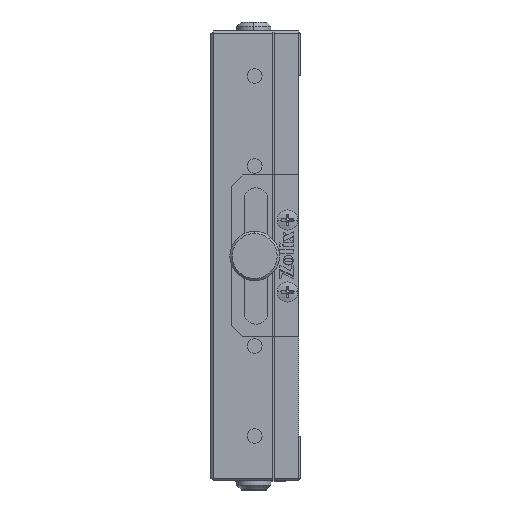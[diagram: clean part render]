
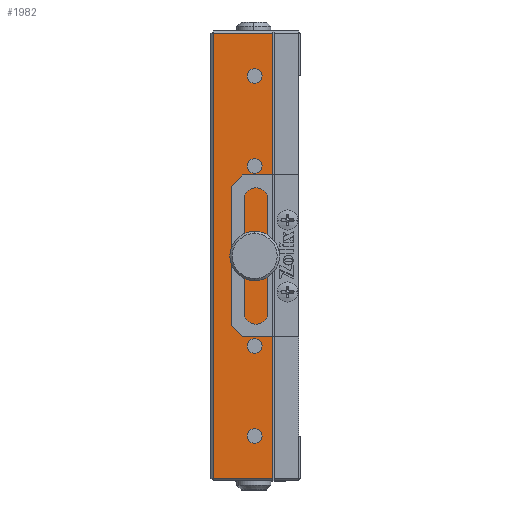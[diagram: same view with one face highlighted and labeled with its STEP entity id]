
A CAD part, left-side view. The second image highlights one B-rep face of the part: STEP entity #1982.
In plain terms, the highlighted planar face has unit normal (-1, 0, 0).
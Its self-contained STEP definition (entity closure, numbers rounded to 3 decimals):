
#235 = DIRECTION ( 'NONE',  ( 0., 1., 0. ) ) ;
#937 = ORIENTED_EDGE ( 'NONE', *, *, #7834, .F. ) ;
#1067 = CIRCLE ( 'NONE', #35772, 1.65 ) ;
#1332 = LINE ( 'NONE', #12305, #23637 ) ;
#1399 = CARTESIAN_POINT ( 'NONE',  ( -42.462, 3.489, 70.85 ) ) ;
#1784 = DIRECTION ( 'NONE',  ( 0., 0., 1. ) ) ;
#1965 = DIRECTION ( 'NONE',  ( 0., 0., 1. ) ) ;
#1982 = ADVANCED_FACE ( 'NONE', ( #36693, #36136, #13403, #21341, #14451, #20286 ), #43377, .T. ) ;
#2499 = CARTESIAN_POINT ( 'NONE',  ( -42.462, 3.489, 150.85 ) ) ;
#2651 = ORIENTED_EDGE ( 'NONE', *, *, #38093, .T. ) ;
#3158 = VERTEX_POINT ( 'NONE', #12386 ) ;
#3287 = DIRECTION ( 'NONE',  ( -1., 0., 0. ) ) ;
#3645 = LINE ( 'NONE', #6575, #26949 ) ;
#3750 = LINE ( 'NONE', #25513, #31224 ) ;
#3814 = ORIENTED_EDGE ( 'NONE', *, *, #14388, .F. ) ;
#3966 = VERTEX_POINT ( 'NONE', #36234 ) ;
#4443 = CARTESIAN_POINT ( 'NONE',  ( -42.462, 12.689, 162. ) ) ;
#5200 = CARTESIAN_POINT ( 'NONE',  ( -42.462, 3.489, 134.15 ) ) ;
#6146 = DIRECTION ( 'NONE',  ( 0., 0., 1. ) ) ;
#6575 = CARTESIAN_POINT ( 'NONE',  ( -42.462, -0.511, 63. ) ) ;
#7282 = AXIS2_PLACEMENT_3D ( 'NONE', #29604, #33004, #39686 ) ;
#7313 = VERTEX_POINT ( 'NONE', #2499 ) ;
#7834 = EDGE_CURVE ( 'NONE', #28199, #3966, #13146, .T. ) ;
#8032 = DIRECTION ( 'NONE',  ( 0., 0., 1. ) ) ;
#8765 = CARTESIAN_POINT ( 'NONE',  ( -42.462, 3.489, 114.6 ) ) ;
#8890 = CARTESIAN_POINT ( 'NONE',  ( -42.462, 3.489, 72.5 ) ) ;
#9564 = CARTESIAN_POINT ( 'NONE',  ( -42.462, 3.489, 92.5 ) ) ;
#9952 = AXIS2_PLACEMENT_3D ( 'NONE', #19687, #39498, #19544 ) ;
#10210 = ORIENTED_EDGE ( 'NONE', *, *, #10367, .F. ) ;
#10367 = EDGE_CURVE ( 'NONE', #20430, #28754, #33606, .T. ) ;
#10936 = ORIENTED_EDGE ( 'NONE', *, *, #17811, .F. ) ;
#11591 = DIRECTION ( 'NONE',  ( -1., 0., 0. ) ) ;
#12075 = CIRCLE ( 'NONE', #32141, 1.65 ) ;
#12305 = CARTESIAN_POINT ( 'NONE',  ( -42.462, 12.689, 62.5 ) ) ;
#12386 = CARTESIAN_POINT ( 'NONE',  ( -42.462, -0.511, 162. ) ) ;
#13071 = DIRECTION ( 'NONE',  ( 0., 0., 1. ) ) ;
#13093 = EDGE_CURVE ( 'NONE', #7313, #41600, #13244, .T. ) ;
#13146 = CIRCLE ( 'NONE', #33517, 1.65 ) ;
#13229 = EDGE_CURVE ( 'NONE', #18081, #3158, #3750, .T. ) ;
#13244 = CIRCLE ( 'NONE', #20970, 1.65 ) ;
#13403 = FACE_BOUND ( 'NONE', #42112, .T. ) ;
#14021 = CARTESIAN_POINT ( 'NONE',  ( -42.462, -0.511, 162. ) ) ;
#14388 = EDGE_CURVE ( 'NONE', #41600, #7313, #15806, .T. ) ;
#14451 = FACE_BOUND ( 'NONE', #17486, .T. ) ;
#15009 = DIRECTION ( 'NONE',  ( -1., 0., 0. ) ) ;
#15263 = DIRECTION ( 'NONE',  ( -1., 0., 0. ) ) ;
#15806 = CIRCLE ( 'NONE', #40866, 1.65 ) ;
#15976 = DIRECTION ( 'NONE',  ( -1., 0., 0. ) ) ;
#16687 = CIRCLE ( 'NONE', #20524, 1.65 ) ;
#17486 = EDGE_LOOP ( 'NONE', ( #3814, #36625 ) ) ;
#17772 = AXIS2_PLACEMENT_3D ( 'NONE', #43494, #15976, #23105 ) ;
#17811 = EDGE_CURVE ( 'NONE', #30842, #20731, #12075, .T. ) ;
#18081 = VERTEX_POINT ( 'NONE', #27069 ) ;
#18665 = CARTESIAN_POINT ( 'NONE',  ( -42.462, 3.489, 92.5 ) ) ;
#19385 = DIRECTION ( 'NONE',  ( 0., 0., -1. ) ) ;
#19544 = DIRECTION ( 'NONE',  ( 0., 0., 1. ) ) ;
#19687 = CARTESIAN_POINT ( 'NONE',  ( -42.462, 3.489, 72.5 ) ) ;
#20286 = FACE_BOUND ( 'NONE', #36587, .T. ) ;
#20297 = EDGE_CURVE ( 'NONE', #28754, #20430, #35662, .T. ) ;
#20430 = VERTEX_POINT ( 'NONE', #40379 ) ;
#20524 = AXIS2_PLACEMENT_3D ( 'NONE', #30468, #3287, #40549 ) ;
#20731 = VERTEX_POINT ( 'NONE', #28332 ) ;
#20798 = VERTEX_POINT ( 'NONE', #22320 ) ;
#20970 = AXIS2_PLACEMENT_3D ( 'NONE', #38880, #33197, #23182 ) ;
#21341 = FACE_BOUND ( 'NONE', #33181, .T. ) ;
#22320 = CARTESIAN_POINT ( 'NONE',  ( -42.462, 3.489, 130.85 ) ) ;
#22381 = DIRECTION ( 'NONE',  ( -1., 0., 0. ) ) ;
#22492 = ORIENTED_EDGE ( 'NONE', *, *, #33241, .F. ) ;
#22760 = DIRECTION ( 'NONE',  ( -1., 0., 0. ) ) ;
#22830 = EDGE_LOOP ( 'NONE', ( #31588, #2651, #26469, #39909 ) ) ;
#22968 = EDGE_CURVE ( 'NONE', #20731, #30842, #32894, .T. ) ;
#23105 = DIRECTION ( 'NONE',  ( 0., 0., 1. ) ) ;
#23182 = DIRECTION ( 'NONE',  ( 0., 0., 1. ) ) ;
#23380 = ORIENTED_EDGE ( 'NONE', *, *, #30893, .F. ) ;
#23516 = CARTESIAN_POINT ( 'NONE',  ( -42.462, 12.689, 63. ) ) ;
#23637 = VECTOR ( 'NONE', #19385, 1000. ) ;
#25513 = CARTESIAN_POINT ( 'NONE',  ( -42.462, -0.511, 62.5 ) ) ;
#25681 = CARTESIAN_POINT ( 'NONE',  ( -42.462, 3.489, 132.5 ) ) ;
#26469 = ORIENTED_EDGE ( 'NONE', *, *, #26642, .T. ) ;
#26642 = EDGE_CURVE ( 'NONE', #38704, #27201, #1332, .T. ) ;
#26832 = EDGE_CURVE ( 'NONE', #40056, #20798, #16687, .T. ) ;
#26949 = VECTOR ( 'NONE', #33499, 1000. ) ;
#27069 = CARTESIAN_POINT ( 'NONE',  ( -42.462, -0.511, 63. ) ) ;
#27201 = VERTEX_POINT ( 'NONE', #23516 ) ;
#28199 = VERTEX_POINT ( 'NONE', #43744 ) ;
#28332 = CARTESIAN_POINT ( 'NONE',  ( -42.462, 3.489, 74.15 ) ) ;
#28754 = VERTEX_POINT ( 'NONE', #8765 ) ;
#28902 = ORIENTED_EDGE ( 'NONE', *, *, #20297, .F. ) ;
#28987 = DIRECTION ( 'NONE',  ( 0., 0., 1. ) ) ;
#29064 = DIRECTION ( 'NONE',  ( 0., 0., 1. ) ) ;
#29604 = CARTESIAN_POINT ( 'NONE',  ( -42.462, -0.511, 62.5 ) ) ;
#30468 = CARTESIAN_POINT ( 'NONE',  ( -42.462, 3.489, 132.5 ) ) ;
#30842 = VERTEX_POINT ( 'NONE', #1399 ) ;
#30893 = EDGE_CURVE ( 'NONE', #20798, #40056, #1067, .T. ) ;
#31038 = AXIS2_PLACEMENT_3D ( 'NONE', #41625, #11591, #8032 ) ;
#31039 = AXIS2_PLACEMENT_3D ( 'NONE', #18665, #15263, #1784 ) ;
#31224 = VECTOR ( 'NONE', #1965, 1000. ) ;
#31260 = EDGE_LOOP ( 'NONE', ( #28902, #10210 ) ) ;
#31588 = ORIENTED_EDGE ( 'NONE', *, *, #13229, .T. ) ;
#31810 = EDGE_CURVE ( 'NONE', #27201, #18081, #3645, .T. ) ;
#32047 = CARTESIAN_POINT ( 'NONE',  ( -42.462, 3.489, 154.15 ) ) ;
#32141 = AXIS2_PLACEMENT_3D ( 'NONE', #8890, #22381, #28987 ) ;
#32894 = CIRCLE ( 'NONE', #9952, 1.65 ) ;
#33004 = DIRECTION ( 'NONE',  ( -1., 0., 0. ) ) ;
#33181 = EDGE_LOOP ( 'NONE', ( #36670, #10936 ) ) ;
#33197 = DIRECTION ( 'NONE',  ( -1., 0., 0. ) ) ;
#33241 = EDGE_CURVE ( 'NONE', #3966, #28199, #41115, .T. ) ;
#33317 = CARTESIAN_POINT ( 'NONE',  ( -42.462, 3.489, 152.5 ) ) ;
#33499 = DIRECTION ( 'NONE',  ( 0., -1., 0. ) ) ;
#33517 = AXIS2_PLACEMENT_3D ( 'NONE', #9564, #22760, #6146 ) ;
#33606 = CIRCLE ( 'NONE', #31038, 2.1 ) ;
#33831 = VECTOR ( 'NONE', #235, 1000. ) ;
#33870 = ORIENTED_EDGE ( 'NONE', *, *, #26832, .F. ) ;
#35662 = CIRCLE ( 'NONE', #17772, 2.1 ) ;
#35772 = AXIS2_PLACEMENT_3D ( 'NONE', #25681, #15009, #29064 ) ;
#36136 = FACE_BOUND ( 'NONE', #31260, .T. ) ;
#36234 = CARTESIAN_POINT ( 'NONE',  ( -42.462, 3.489, 90.85 ) ) ;
#36587 = EDGE_LOOP ( 'NONE', ( #33870, #23380 ) ) ;
#36625 = ORIENTED_EDGE ( 'NONE', *, *, #13093, .F. ) ;
#36670 = ORIENTED_EDGE ( 'NONE', *, *, #22968, .F. ) ;
#36693 = FACE_OUTER_BOUND ( 'NONE', #22830, .T. ) ;
#38093 = EDGE_CURVE ( 'NONE', #3158, #38704, #41772, .T. ) ;
#38704 = VERTEX_POINT ( 'NONE', #4443 ) ;
#38880 = CARTESIAN_POINT ( 'NONE',  ( -42.462, 3.489, 152.5 ) ) ;
#39498 = DIRECTION ( 'NONE',  ( -1., 0., 0. ) ) ;
#39686 = DIRECTION ( 'NONE',  ( 0., 0., 1. ) ) ;
#39909 = ORIENTED_EDGE ( 'NONE', *, *, #31810, .T. ) ;
#40056 = VERTEX_POINT ( 'NONE', #5200 ) ;
#40379 = CARTESIAN_POINT ( 'NONE',  ( -42.462, 3.489, 110.4 ) ) ;
#40549 = DIRECTION ( 'NONE',  ( 0., 0., 1. ) ) ;
#40866 = AXIS2_PLACEMENT_3D ( 'NONE', #33317, #43543, #13071 ) ;
#41115 = CIRCLE ( 'NONE', #31039, 1.65 ) ;
#41600 = VERTEX_POINT ( 'NONE', #32047 ) ;
#41625 = CARTESIAN_POINT ( 'NONE',  ( -42.462, 3.489, 112.5 ) ) ;
#41772 = LINE ( 'NONE', #14021, #33831 ) ;
#42112 = EDGE_LOOP ( 'NONE', ( #937, #22492 ) ) ;
#43377 = PLANE ( 'NONE',  #7282 ) ;
#43494 = CARTESIAN_POINT ( 'NONE',  ( -42.462, 3.489, 112.5 ) ) ;
#43543 = DIRECTION ( 'NONE',  ( -1., 0., 0. ) ) ;
#43744 = CARTESIAN_POINT ( 'NONE',  ( -42.462, 3.489, 94.15 ) ) ;
